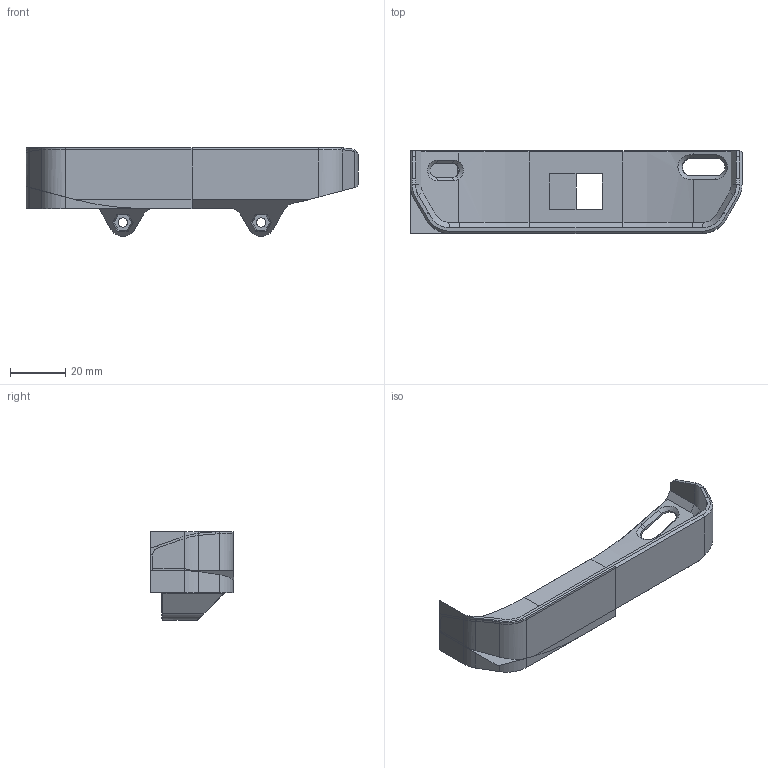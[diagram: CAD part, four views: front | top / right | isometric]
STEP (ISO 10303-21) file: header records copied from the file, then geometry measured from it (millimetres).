
FILE_DESCRIPTION(('STEP AP242'), '1');
FILE_NAME('Êðûøêà Çàäíÿÿ', '', ('UNSPECIFIED'), ('UNSPECIFIED'), 'C3D Converter', 'C3D Toolkit', '');
FILE_SCHEMA(('AP242_MANAGED_MODEL_BASED_3D_ENGINEERING_MIM_LF { 1 0 10303 442 1 1 4 }'));
Length unit declared in the file: millimetre
Products named in the file (3): -02
Assembly tree (2 placements, depth 3):
  (unnamed)
    -02
      (unnamed)
Bounding box: 120 x 30 x 32 mm (x, y, z)
Volume: 15244.1 mm3; surface area: 19766.5 mm2
Topology: 1 solids, 4 shells, 171 faces, 454 edges, 287 vertices
Faces by surface type: plane 97, cylinder 36, cone 24, bspline 14
Full cylindrical faces by diameter (mm): 3.4 x2
Entity records: 6664 total; most frequent: CARTESIAN_POINT 2275, ORIENTED_EDGE 861, DIRECTION 793, EDGE_CURVE 447, LINE 313, VECTOR 313, VERTEX_POINT 281, AXIS2_PLACEMENT_3D 240
